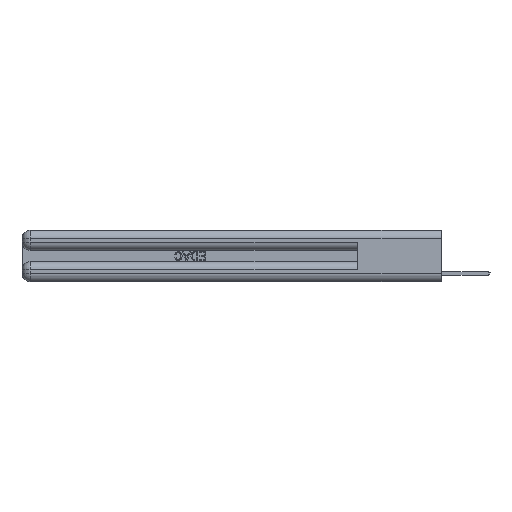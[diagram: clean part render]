
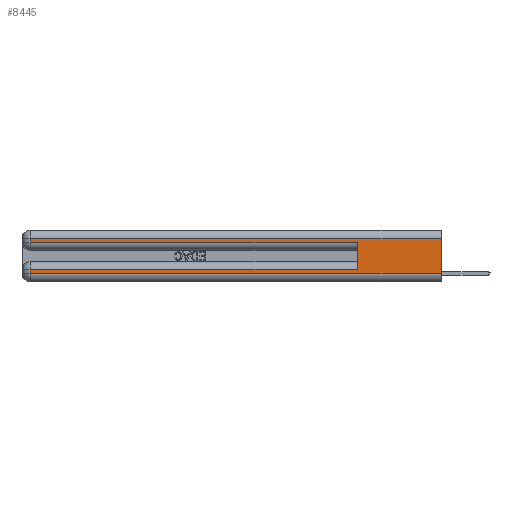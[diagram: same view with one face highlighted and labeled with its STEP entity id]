
A CAD part, left-side view. The second image highlights one B-rep face of the part: STEP entity #8445.
In plain terms, the highlighted planar face has unit normal (-1, 0, 0).
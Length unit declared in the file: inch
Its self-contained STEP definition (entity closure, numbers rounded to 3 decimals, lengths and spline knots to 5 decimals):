
#853 = CARTESIAN_POINT ( 'NONE',  ( 0., 2.94, 0.37 ) ) ;
#1360 = CARTESIAN_POINT ( 'NONE',  ( 0., 2.94, 0.37 ) ) ;
#1474 = PLANE ( 'NONE',  #32655 ) ;
#1547 = VECTOR ( 'NONE', #8006, 39.37008 ) ;
#1633 = VERTEX_POINT ( 'NONE', #31778 ) ;
#1867 = CARTESIAN_POINT ( 'NONE',  ( 0., 0., 0.06 ) ) ;
#2893 = ORIENTED_EDGE ( 'NONE', *, *, #18619, .T. ) ;
#4536 = ORIENTED_EDGE ( 'NONE', *, *, #28407, .F. ) ;
#5431 = VERTEX_POINT ( 'NONE', #24014 ) ;
#5579 = CARTESIAN_POINT ( 'NONE',  ( 0., 2.94, 0.31 ) ) ;
#6881 = VERTEX_POINT ( 'NONE', #5579 ) ;
#8006 = DIRECTION ( 'NONE',  ( 0., 1., 0. ) ) ;
#8414 = CARTESIAN_POINT ( 'NONE',  ( 0., 0., 0.085 ) ) ;
#8445 = ADVANCED_FACE ( 'NONE', ( #31073 ), #1474, .F. ) ;
#8459 = VERTEX_POINT ( 'NONE', #13049 ) ;
#9973 = VERTEX_POINT ( 'NONE', #33782 ) ;
#10136 = EDGE_CURVE ( 'NONE', #5431, #9973, #29848, .T. ) ;
#12347 = CARTESIAN_POINT ( 'NONE',  ( 0., 0., 0.37 ) ) ;
#12502 = VERTEX_POINT ( 'NONE', #23347 ) ;
#12653 = EDGE_CURVE ( 'NONE', #12502, #1633, #35045, .T. ) ;
#12934 = VECTOR ( 'NONE', #17646, 39.37008 ) ;
#13049 = CARTESIAN_POINT ( 'NONE',  ( 0., 2.94, 0.285 ) ) ;
#13588 = CARTESIAN_POINT ( 'NONE',  ( 0., 0., 0.37 ) ) ;
#14590 = LINE ( 'NONE', #31006, #17791 ) ;
#14926 = EDGE_CURVE ( 'NONE', #8459, #23645, #14590, .T. ) ;
#16084 = ORIENTED_EDGE ( 'NONE', *, *, #10136, .F. ) ;
#16277 = VECTOR ( 'NONE', #26692, 39.37008 ) ;
#16316 = EDGE_CURVE ( 'NONE', #1633, #29066, #25192, .T. ) ;
#16363 = CARTESIAN_POINT ( 'NONE',  ( 0., 0., 0.31 ) ) ;
#16981 = EDGE_LOOP ( 'NONE', ( #16084, #32213, #28800, #23131, #4536, #27219, #27800, #2893 ) ) ;
#16994 = LINE ( 'NONE', #1360, #35037 ) ;
#17646 = DIRECTION ( 'NONE',  ( 0., 0., 1. ) ) ;
#17791 = VECTOR ( 'NONE', #28723, 39.37008 ) ;
#17998 = CARTESIAN_POINT ( 'NONE',  ( 0., 0.6, 0.145 ) ) ;
#18200 = VECTOR ( 'NONE', #31632, 39.37008 ) ;
#18619 = EDGE_CURVE ( 'NONE', #29066, #9973, #25987, .T. ) ;
#20330 = VECTOR ( 'NONE', #21916, 39.37008 ) ;
#20460 = DIRECTION ( 'NONE',  ( 0., 0., -1. ) ) ;
#21580 = EDGE_CURVE ( 'NONE', #5431, #6881, #34983, .T. ) ;
#21829 = DIRECTION ( 'NONE',  ( 0., 0., -1. ) ) ;
#21916 = DIRECTION ( 'NONE',  ( 0., 1., 0. ) ) ;
#22284 = EDGE_CURVE ( 'NONE', #6881, #8459, #16994, .T. ) ;
#23131 = ORIENTED_EDGE ( 'NONE', *, *, #14926, .T. ) ;
#23134 = DIRECTION ( 'NONE',  ( 1., 0., 0. ) ) ;
#23347 = CARTESIAN_POINT ( 'NONE',  ( 0., 0.6, 0.085 ) ) ;
#23645 = VERTEX_POINT ( 'NONE', #26026 ) ;
#24014 = CARTESIAN_POINT ( 'NONE',  ( 0., 0., 0.31 ) ) ;
#25192 = LINE ( 'NONE', #853, #27930 ) ;
#25219 = CARTESIAN_POINT ( 'NONE',  ( 0., 2.94, 0.06 ) ) ;
#25987 = LINE ( 'NONE', #1867, #18200 ) ;
#26026 = CARTESIAN_POINT ( 'NONE',  ( 0., 0.6, 0.285 ) ) ;
#26692 = DIRECTION ( 'NONE',  ( 0., 0., -1. ) ) ;
#27219 = ORIENTED_EDGE ( 'NONE', *, *, #12653, .T. ) ;
#27800 = ORIENTED_EDGE ( 'NONE', *, *, #16316, .T. ) ;
#27930 = VECTOR ( 'NONE', #21829, 39.37008 ) ;
#28114 = LINE ( 'NONE', #17998, #12934 ) ;
#28407 = EDGE_CURVE ( 'NONE', #12502, #23645, #28114, .T. ) ;
#28723 = DIRECTION ( 'NONE',  ( 0., -1., 0. ) ) ;
#28800 = ORIENTED_EDGE ( 'NONE', *, *, #22284, .T. ) ;
#29066 = VERTEX_POINT ( 'NONE', #25219 ) ;
#29160 = DIRECTION ( 'NONE',  ( 0., 0., -1. ) ) ;
#29848 = LINE ( 'NONE', #13588, #16277 ) ;
#31006 = CARTESIAN_POINT ( 'NONE',  ( 0., 0., 0.285 ) ) ;
#31073 = FACE_OUTER_BOUND ( 'NONE', #16981, .T. ) ;
#31632 = DIRECTION ( 'NONE',  ( 0., -1., 0. ) ) ;
#31778 = CARTESIAN_POINT ( 'NONE',  ( 0., 2.94, 0.085 ) ) ;
#32213 = ORIENTED_EDGE ( 'NONE', *, *, #21580, .T. ) ;
#32655 = AXIS2_PLACEMENT_3D ( 'NONE', #12347, #23134, #20460 ) ;
#33782 = CARTESIAN_POINT ( 'NONE',  ( 0., 0., 0.06 ) ) ;
#34983 = LINE ( 'NONE', #16363, #1547 ) ;
#35037 = VECTOR ( 'NONE', #29160, 39.37008 ) ;
#35045 = LINE ( 'NONE', #8414, #20330 ) ;
